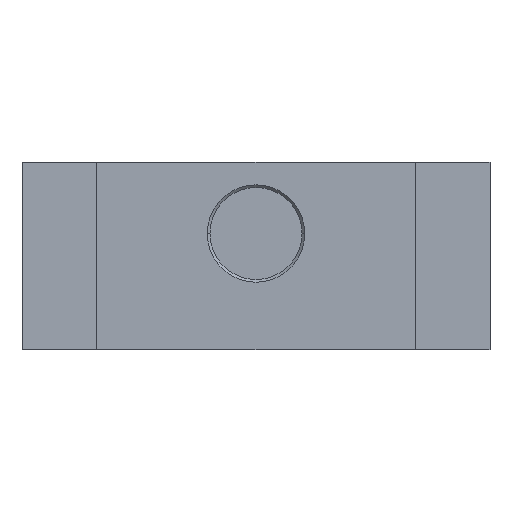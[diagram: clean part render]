
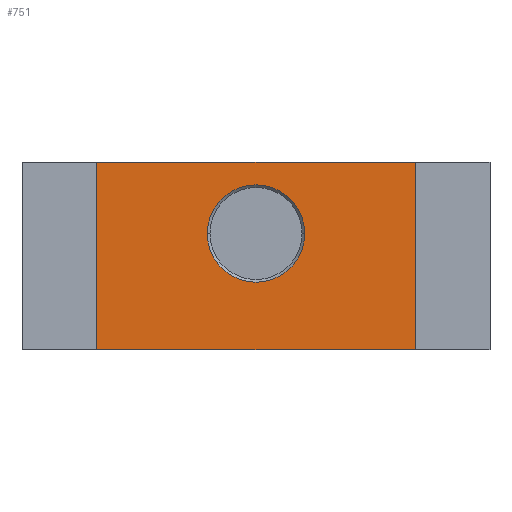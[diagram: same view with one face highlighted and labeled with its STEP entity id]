
A CAD part, front view. The second image highlights one B-rep face of the part: STEP entity #751.
In plain terms, the highlighted planar face has unit normal (0, -1, 0).
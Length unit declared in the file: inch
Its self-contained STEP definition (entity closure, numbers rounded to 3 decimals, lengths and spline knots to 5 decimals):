
#1=DIRECTION('',(1.,0.,0.));
#2=VECTOR('',#1,0.85);
#3=CARTESIAN_POINT('',(-0.425,0.,0.));
#4=LINE('',#3,#2);
#101=DIRECTION('',(0.,0.,1.));
#102=VECTOR('',#101,0.5);
#103=CARTESIAN_POINT('',(-0.425,0.,0.));
#104=LINE('',#103,#102);
#105=CARTESIAN_POINT('',(0.,0.,0.31));
#106=DIRECTION('',(0.,-1.,0.));
#107=DIRECTION('',(-1.,0.,0.));
#108=AXIS2_PLACEMENT_3D('',#105,#106,#107);
#110=CARTESIAN_POINT('',(0.,0.,0.31));
#111=DIRECTION('',(0.,-1.,0.));
#112=DIRECTION('',(1.,0.,0.));
#113=AXIS2_PLACEMENT_3D('',#110,#111,#112);
#151=DIRECTION('',(1.,0.,0.));
#152=VECTOR('',#151,0.85);
#153=CARTESIAN_POINT('',(-0.425,0.,0.5));
#154=LINE('',#153,#152);
#459=DIRECTION('',(0.,0.,1.));
#460=VECTOR('',#459,0.5);
#461=CARTESIAN_POINT('',(0.425,0.,0.));
#462=LINE('',#461,#460);
#511=CARTESIAN_POINT('',(-0.425,0.,0.));
#512=CARTESIAN_POINT('',(0.425,0.,0.));
#513=VERTEX_POINT('',#511);
#514=VERTEX_POINT('',#512);
#527=CARTESIAN_POINT('',(-0.425,0.,0.5));
#528=CARTESIAN_POINT('',(0.425,0.,0.5));
#529=VERTEX_POINT('',#527);
#530=VERTEX_POINT('',#528);
#659=CARTESIAN_POINT('',(-0.13,0.,0.31));
#660=CARTESIAN_POINT('',(0.13,0.,0.31));
#661=VERTEX_POINT('',#659);
#662=VERTEX_POINT('',#660);
#731=CARTESIAN_POINT('',(-0.425,0.,0.));
#732=DIRECTION('',(0.,-1.,0.));
#733=DIRECTION('',(1.,0.,0.));
#734=AXIS2_PLACEMENT_3D('',#731,#732,#733);
#735=PLANE('',#734);
#736=ORIENTED_EDGE('',*,*,#672,.F.);
#738=ORIENTED_EDGE('',*,*,#737,.T.);
#740=ORIENTED_EDGE('',*,*,#739,.T.);
#742=ORIENTED_EDGE('',*,*,#741,.F.);
#743=EDGE_LOOP('',(#736,#738,#740,#742));
#744=FACE_OUTER_BOUND('',#743,.F.);
#746=ORIENTED_EDGE('',*,*,#745,.T.);
#748=ORIENTED_EDGE('',*,*,#747,.T.);
#749=EDGE_LOOP('',(#746,#748));
#750=FACE_BOUND('',#749,.F.);
#751=ADVANCED_FACE('',(#744,#750),#735,.T.);
#109=CIRCLE('',#108,0.13);
#114=CIRCLE('',#113,0.13);
#672=EDGE_CURVE('',#513,#514,#4,.T.);
#737=EDGE_CURVE('',#513,#529,#104,.T.);
#739=EDGE_CURVE('',#529,#530,#154,.T.);
#741=EDGE_CURVE('',#514,#530,#462,.T.);
#745=EDGE_CURVE('',#661,#662,#109,.T.);
#747=EDGE_CURVE('',#662,#661,#114,.T.);
